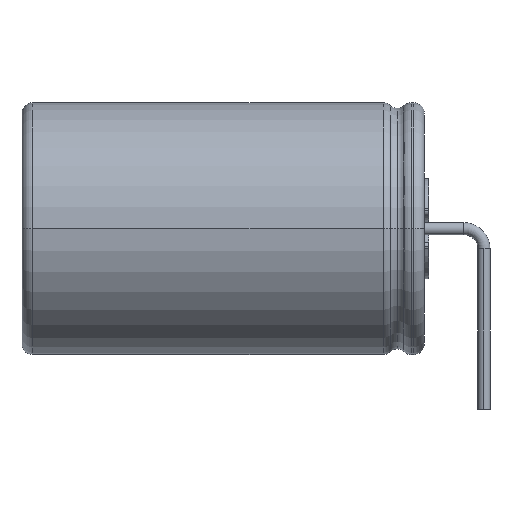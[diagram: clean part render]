
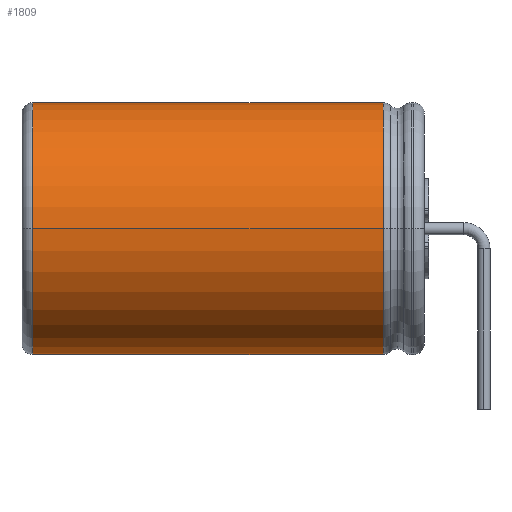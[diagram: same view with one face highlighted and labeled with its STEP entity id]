
A CAD part, left-side view. The second image highlights one B-rep face of the part: STEP entity #1809.
In plain terms, the highlighted cylindrical face has radius 6.275 mm (diameter 12.551 mm), a partial arc.
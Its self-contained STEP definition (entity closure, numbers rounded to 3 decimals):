
#221 = EDGE_LOOP ( 'NONE', ( #341, #3683, #3676, #4027 ) ) ;
#341 = ORIENTED_EDGE ( 'NONE', *, *, #4777, .T. ) ;
#527 = CARTESIAN_POINT ( 'NONE',  ( 0., 2.52, 0. ) ) ;
#587 = EDGE_CURVE ( 'NONE', #2676, #3731, #3984, .T. ) ;
#877 = VECTOR ( 'NONE', #2084, 1000. ) ;
#1049 = EDGE_CURVE ( 'NONE', #2174, #1512, #4321, .T. ) ;
#1065 = EDGE_CURVE ( 'NONE', #3731, #2174, #3379, .T. ) ;
#1244 = DIRECTION ( 'NONE',  ( 0., 1., 0. ) ) ;
#1420 = CARTESIAN_POINT ( 'NONE',  ( 0., 2.52, 6.275 ) ) ;
#1510 = CIRCLE ( 'NONE', #2378, 6.275 ) ;
#1512 = VERTEX_POINT ( 'NONE', #4483 ) ;
#1625 = CARTESIAN_POINT ( 'NONE',  ( 0., 12.922, -6.275 ) ) ;
#1809 = ADVANCED_FACE ( 'NONE', ( #3990 ), #2020, .T. ) ;
#1958 = CARTESIAN_POINT ( 'NONE',  ( 0., 2.52, -6.275 ) ) ;
#2020 = CYLINDRICAL_SURFACE ( 'NONE', #3578, 6.275 ) ;
#2084 = DIRECTION ( 'NONE',  ( 0., -1., 0. ) ) ;
#2174 = VERTEX_POINT ( 'NONE', #1958 ) ;
#2299 = VECTOR ( 'NONE', #1244, 1000. ) ;
#2369 = CARTESIAN_POINT ( 'NONE',  ( 0., 12.922, 0. ) ) ;
#2378 = AXIS2_PLACEMENT_3D ( 'NONE', #4907, #4054, #2958 ) ;
#2676 = VERTEX_POINT ( 'NONE', #4729 ) ;
#2837 = CARTESIAN_POINT ( 'NONE',  ( 0., 12.922, 6.275 ) ) ;
#2958 = DIRECTION ( 'NONE',  ( 1., 0., 0. ) ) ;
#3192 = DIRECTION ( 'NONE',  ( 1., 0., 0. ) ) ;
#3379 = CIRCLE ( 'NONE', #3790, 6.275 ) ;
#3578 = AXIS2_PLACEMENT_3D ( 'NONE', #2369, #4713, #4292 ) ;
#3676 = ORIENTED_EDGE ( 'NONE', *, *, #1065, .F. ) ;
#3683 = ORIENTED_EDGE ( 'NONE', *, *, #1049, .F. ) ;
#3731 = VERTEX_POINT ( 'NONE', #1420 ) ;
#3790 = AXIS2_PLACEMENT_3D ( 'NONE', #527, #4716, #3192 ) ;
#3984 = LINE ( 'NONE', #2837, #877 ) ;
#3990 = FACE_OUTER_BOUND ( 'NONE', #221, .T. ) ;
#4027 = ORIENTED_EDGE ( 'NONE', *, *, #587, .F. ) ;
#4054 = DIRECTION ( 'NONE',  ( 0., -1., 0. ) ) ;
#4292 = DIRECTION ( 'NONE',  ( 1., 0., 0. ) ) ;
#4321 = LINE ( 'NONE', #1625, #2299 ) ;
#4483 = CARTESIAN_POINT ( 'NONE',  ( 0., 20., -6.275 ) ) ;
#4713 = DIRECTION ( 'NONE',  ( 0., 1., 0. ) ) ;
#4716 = DIRECTION ( 'NONE',  ( 0., -1., 0. ) ) ;
#4729 = CARTESIAN_POINT ( 'NONE',  ( 0., 20., 6.275 ) ) ;
#4777 = EDGE_CURVE ( 'NONE', #2676, #1512, #1510, .T. ) ;
#4907 = CARTESIAN_POINT ( 'NONE',  ( 0., 20., 0. ) ) ;
